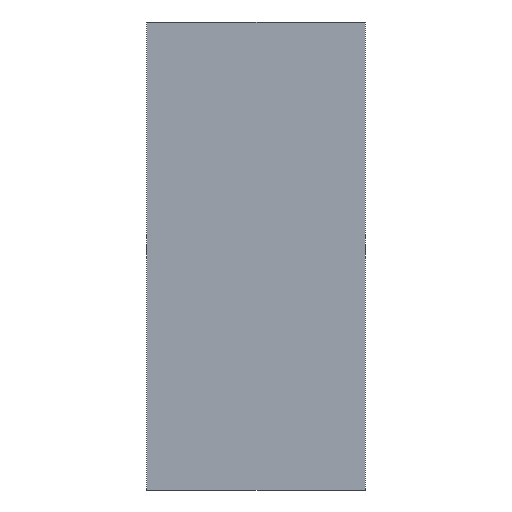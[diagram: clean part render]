
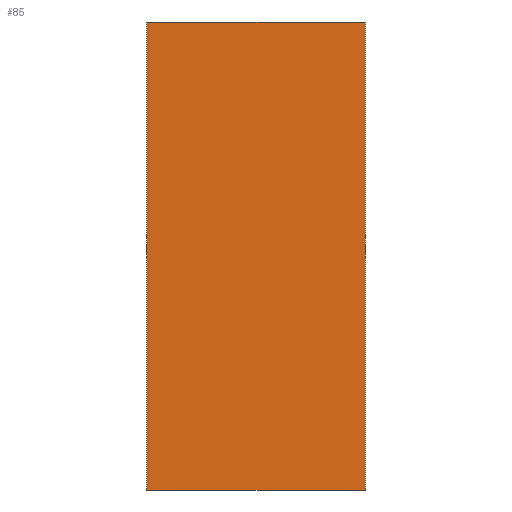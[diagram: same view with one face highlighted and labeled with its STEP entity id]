
A CAD part, left-side view. The second image highlights one B-rep face of the part: STEP entity #85.
In plain terms, the highlighted planar face has unit normal (-1, 0, 0).
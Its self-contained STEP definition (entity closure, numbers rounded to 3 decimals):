
#55 = VERTEX_POINT ( 'NONE', #544 ) ;
#67 = DIRECTION ( 'NONE',  ( 1., 0., 0. ) ) ;
#85 = ADVANCED_FACE ( 'NONE', ( #711 ), #949, .F. ) ;
#140 = CARTESIAN_POINT ( 'NONE',  ( -100., 5., 0. ) ) ;
#157 = VERTEX_POINT ( 'NONE', #390 ) ;
#203 = DIRECTION ( 'NONE',  ( 0., -1., 0. ) ) ;
#215 = DIRECTION ( 'NONE',  ( 0., 1., 0. ) ) ;
#242 = ORIENTED_EDGE ( 'NONE', *, *, #1048, .T. ) ;
#303 = VECTOR ( 'NONE', #1008, 1000. ) ;
#314 = LINE ( 'NONE', #735, #628 ) ;
#363 = EDGE_CURVE ( 'NONE', #55, #973, #850, .T. ) ;
#390 = CARTESIAN_POINT ( 'NONE',  ( -100., 7., -15. ) ) ;
#453 = EDGE_CURVE ( 'NONE', #157, #955, #874, .T. ) ;
#484 = VECTOR ( 'NONE', #203, 1000. ) ;
#544 = CARTESIAN_POINT ( 'NONE',  ( -100., -7., 15. ) ) ;
#601 = CARTESIAN_POINT ( 'NONE',  ( -100., 7., -15. ) ) ;
#618 = ORIENTED_EDGE ( 'NONE', *, *, #923, .T. ) ;
#619 = CARTESIAN_POINT ( 'NONE',  ( -100., -7., -15. ) ) ;
#628 = VECTOR ( 'NONE', #653, 1000. ) ;
#648 = AXIS2_PLACEMENT_3D ( 'NONE', #140, #67, #215 ) ;
#653 = DIRECTION ( 'NONE',  ( 0., 0., 1. ) ) ;
#711 = FACE_OUTER_BOUND ( 'NONE', #804, .T. ) ;
#735 = CARTESIAN_POINT ( 'NONE',  ( -100., -7., -15. ) ) ;
#758 = ORIENTED_EDGE ( 'NONE', *, *, #453, .T. ) ;
#804 = EDGE_LOOP ( 'NONE', ( #1045, #618, #758, #242 ) ) ;
#850 = LINE ( 'NONE', #870, #963 ) ;
#870 = CARTESIAN_POINT ( 'NONE',  ( -100., -7., 15. ) ) ;
#874 = LINE ( 'NONE', #619, #484 ) ;
#887 = CARTESIAN_POINT ( 'NONE',  ( -100., 7., 15. ) ) ;
#923 = EDGE_CURVE ( 'NONE', #973, #157, #941, .T. ) ;
#941 = LINE ( 'NONE', #601, #303 ) ;
#949 = PLANE ( 'NONE',  #648 ) ;
#955 = VERTEX_POINT ( 'NONE', #1038 ) ;
#963 = VECTOR ( 'NONE', #1022, 1000. ) ;
#973 = VERTEX_POINT ( 'NONE', #887 ) ;
#1008 = DIRECTION ( 'NONE',  ( 0., 0., -1. ) ) ;
#1022 = DIRECTION ( 'NONE',  ( 0., 1., 0. ) ) ;
#1038 = CARTESIAN_POINT ( 'NONE',  ( -100., -7., -15. ) ) ;
#1045 = ORIENTED_EDGE ( 'NONE', *, *, #363, .T. ) ;
#1048 = EDGE_CURVE ( 'NONE', #955, #55, #314, .T. ) ;
